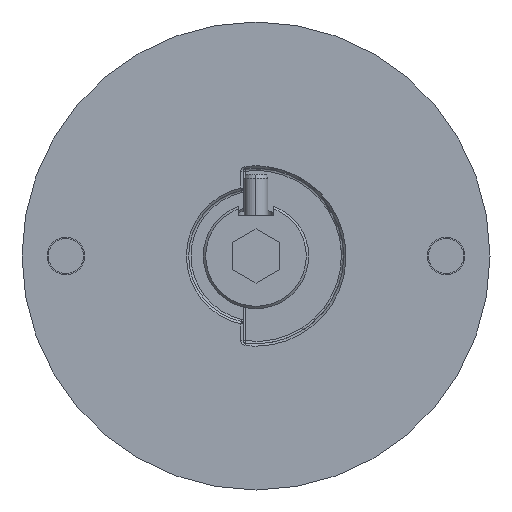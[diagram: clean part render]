
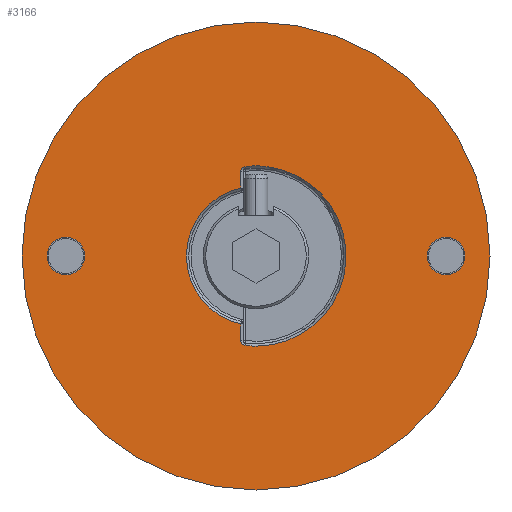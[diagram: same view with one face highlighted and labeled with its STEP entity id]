
A CAD part, front view. The second image highlights one B-rep face of the part: STEP entity #3166.
In plain terms, the highlighted planar face has unit normal (0, -1, 0).
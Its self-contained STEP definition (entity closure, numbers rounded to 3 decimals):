
#181=DIRECTION('',(0.,0.,1.));
#182=VECTOR('',#181,1.438);
#183=CARTESIAN_POINT('',(19.7,2.,-28.244));
#184=LINE('',#183,#182);
#189=CARTESIAN_POINT('',(21.,2.,-21.));
#190=DIRECTION('',(0.,1.,0.));
#191=DIRECTION('',(1.,0.,0.));
#192=AXIS2_PLACEMENT_3D('',#189,#190,#191);
#194=CARTESIAN_POINT('',(21.,2.,-21.));
#195=DIRECTION('',(0.,1.,0.));
#196=DIRECTION('',(-1.,0.,0.));
#197=AXIS2_PLACEMENT_3D('',#194,#195,#196);
#199=CARTESIAN_POINT('',(37.25,2.,-21.));
#200=DIRECTION('',(0.,-1.,0.));
#201=DIRECTION('',(1.,0.,0.));
#202=AXIS2_PLACEMENT_3D('',#199,#200,#201);
#204=CARTESIAN_POINT('',(37.25,2.,-21.));
#205=DIRECTION('',(0.,-1.,0.));
#206=DIRECTION('',(-1.,0.,0.));
#207=AXIS2_PLACEMENT_3D('',#204,#205,#206);
#209=CARTESIAN_POINT('',(4.75,2.,-21.));
#210=DIRECTION('',(0.,-1.,0.));
#211=DIRECTION('',(1.,0.,0.));
#212=AXIS2_PLACEMENT_3D('',#209,#210,#211);
#214=CARTESIAN_POINT('',(4.75,2.,-21.));
#215=DIRECTION('',(0.,-1.,0.));
#216=DIRECTION('',(-1.,0.,0.));
#217=AXIS2_PLACEMENT_3D('',#214,#215,#216);
#219=CARTESIAN_POINT('',(21.,2.,-21.));
#220=DIRECTION('',(0.,-1.,0.));
#221=DIRECTION('',(-0.218,0.,0.976));
#222=AXIS2_PLACEMENT_3D('',#219,#220,#221);
#224=CARTESIAN_POINT('',(20.1,2.,-28.244));
#225=DIRECTION('',(0.,-1.,0.));
#226=DIRECTION('',(-1.,0.,0.));
#227=AXIS2_PLACEMENT_3D('',#224,#225,#226);
#229=CARTESIAN_POINT('',(21.,2.,-21.));
#230=DIRECTION('',(0.,-1.,0.));
#231=DIRECTION('',(-0.123,0.,-0.992));
#232=AXIS2_PLACEMENT_3D('',#229,#230,#231);
#234=CARTESIAN_POINT('',(21.,2.,-21.));
#235=DIRECTION('',(0.,-1.,0.));
#236=DIRECTION('',(0.,0.,-1.));
#237=AXIS2_PLACEMENT_3D('',#234,#235,#236);
#239=CARTESIAN_POINT('',(21.,2.,-21.));
#240=DIRECTION('',(0.,-1.,0.));
#241=DIRECTION('',(0.123,0.,0.992));
#242=AXIS2_PLACEMENT_3D('',#239,#240,#241);
#244=CARTESIAN_POINT('',(21.,2.,-21.));
#245=DIRECTION('',(0.,-1.,0.));
#246=DIRECTION('',(0.,0.,1.));
#247=AXIS2_PLACEMENT_3D('',#244,#245,#246);
#249=CARTESIAN_POINT('',(20.1,2.,-13.756));
#250=DIRECTION('',(0.,-1.,0.));
#251=DIRECTION('',(-0.123,0.,0.992));
#252=AXIS2_PLACEMENT_3D('',#249,#250,#251);
#1897=DIRECTION('',(0.,0.,1.));
#1898=VECTOR('',#1897,1.438);
#1899=CARTESIAN_POINT('',(19.7,2.,-15.194));
#1900=LINE('',#1899,#1898);
#2578=CARTESIAN_POINT('',(1.,2.,-21.));
#2579=VERTEX_POINT('',#2578);
#2580=CARTESIAN_POINT('',(41.,2.,-21.));
#2581=VERTEX_POINT('',#2580);
#2584=CARTESIAN_POINT('',(38.85,2.,-21.));
#2585=CARTESIAN_POINT('',(35.65,2.,-21.));
#2586=VERTEX_POINT('',#2584);
#2587=VERTEX_POINT('',#2585);
#2588=CARTESIAN_POINT('',(6.35,2.,-21.));
#2589=CARTESIAN_POINT('',(3.15,2.,-21.));
#2590=VERTEX_POINT('',#2588);
#2591=VERTEX_POINT('',#2589);
#2592=CARTESIAN_POINT('',(19.7,2.,-15.194));
#2593=CARTESIAN_POINT('',(19.7,2.,-26.806));
#2594=VERTEX_POINT('',#2592);
#2595=VERTEX_POINT('',#2593);
#2596=CARTESIAN_POINT('',(19.7,2.,-28.244));
#2597=VERTEX_POINT('',#2596);
#2598=CARTESIAN_POINT('',(20.051,2.,-28.641));
#2599=VERTEX_POINT('',#2598);
#2600=CARTESIAN_POINT('',(21.,2.,-28.7));
#2601=VERTEX_POINT('',#2600);
#2602=CARTESIAN_POINT('',(21.949,2.,-13.359));
#2603=VERTEX_POINT('',#2602);
#2604=CARTESIAN_POINT('',(21.,2.,-13.3));
#2605=VERTEX_POINT('',#2604);
#2606=CARTESIAN_POINT('',(20.051,2.,-13.359));
#2607=VERTEX_POINT('',#2606);
#2608=CARTESIAN_POINT('',(19.7,2.,-13.756));
#2609=VERTEX_POINT('',#2608);
#3129=CARTESIAN_POINT('',(21.,2.,-21.));
#3130=DIRECTION('',(0.,1.,0.));
#3131=DIRECTION('',(1.,0.,0.));
#3132=AXIS2_PLACEMENT_3D('',#3129,#3130,#3131);
#3133=PLANE('',#3132);
#3135=ORIENTED_EDGE('',*,*,#3134,.T.);
#3137=ORIENTED_EDGE('',*,*,#3136,.T.);
#3138=EDGE_LOOP('',(#3135,#3137));
#3139=FACE_OUTER_BOUND('',#3138,.F.);
#3141=ORIENTED_EDGE('',*,*,#3140,.T.);
#3143=ORIENTED_EDGE('',*,*,#3142,.T.);
#3144=EDGE_LOOP('',(#3141,#3143));
#3145=FACE_BOUND('',#3144,.F.);
#3147=ORIENTED_EDGE('',*,*,#3146,.T.);
#3149=ORIENTED_EDGE('',*,*,#3148,.T.);
#3150=EDGE_LOOP('',(#3147,#3149));
#3151=FACE_BOUND('',#3150,.F.);
#3153=ORIENTED_EDGE('',*,*,#3152,.T.);
#3154=ORIENTED_EDGE('',*,*,#3123,.F.);
#3155=ORIENTED_EDGE('',*,*,#2911,.T.);
#3156=ORIENTED_EDGE('',*,*,#2941,.T.);
#3157=ORIENTED_EDGE('',*,*,#2939,.T.);
#3158=ORIENTED_EDGE('',*,*,#2937,.T.);
#3159=ORIENTED_EDGE('',*,*,#2935,.T.);
#3161=ORIENTED_EDGE('',*,*,#3160,.T.);
#3163=ORIENTED_EDGE('',*,*,#3162,.F.);
#3164=EDGE_LOOP('',(#3153,#3154,#3155,#3156,#3157,#3158,#3159,#3161,#3163));
#3165=FACE_BOUND('',#3164,.F.);
#3166=ADVANCED_FACE('',(#3139,#3145,#3151,#3165),#3133,.F.);
#193=CIRCLE('',#192,20.);
#198=CIRCLE('',#197,20.);
#203=CIRCLE('',#202,1.6);
#208=CIRCLE('',#207,1.6);
#213=CIRCLE('',#212,1.6);
#218=CIRCLE('',#217,1.6);
#223=CIRCLE('',#222,5.95);
#228=CIRCLE('',#227,0.4);
#233=CIRCLE('',#232,7.7);
#238=CIRCLE('',#237,7.7);
#243=CIRCLE('',#242,7.7);
#248=CIRCLE('',#247,7.7);
#253=CIRCLE('',#252,0.4);
#2911=EDGE_CURVE('',#2597,#2599,#228,.T.);
#2935=EDGE_CURVE('',#2605,#2607,#248,.T.);
#2937=EDGE_CURVE('',#2603,#2605,#243,.T.);
#2939=EDGE_CURVE('',#2601,#2603,#238,.T.);
#2941=EDGE_CURVE('',#2599,#2601,#233,.T.);
#3123=EDGE_CURVE('',#2597,#2595,#184,.T.);
#3134=EDGE_CURVE('',#2581,#2579,#193,.T.);
#3136=EDGE_CURVE('',#2579,#2581,#198,.T.);
#3140=EDGE_CURVE('',#2586,#2587,#203,.T.);
#3142=EDGE_CURVE('',#2587,#2586,#208,.T.);
#3146=EDGE_CURVE('',#2590,#2591,#213,.T.);
#3148=EDGE_CURVE('',#2591,#2590,#218,.T.);
#3152=EDGE_CURVE('',#2594,#2595,#223,.T.);
#3160=EDGE_CURVE('',#2607,#2609,#253,.T.);
#3162=EDGE_CURVE('',#2594,#2609,#1900,.T.);
